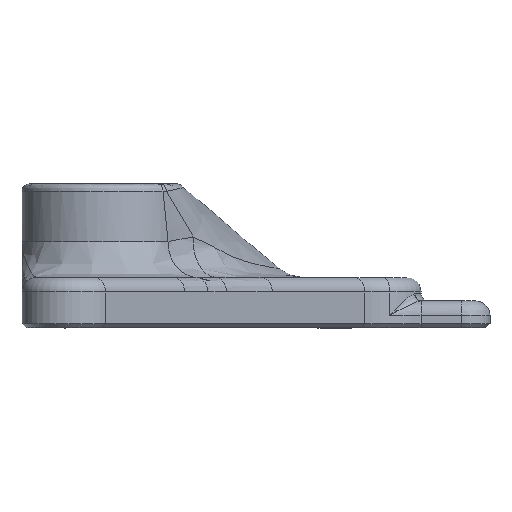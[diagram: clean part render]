
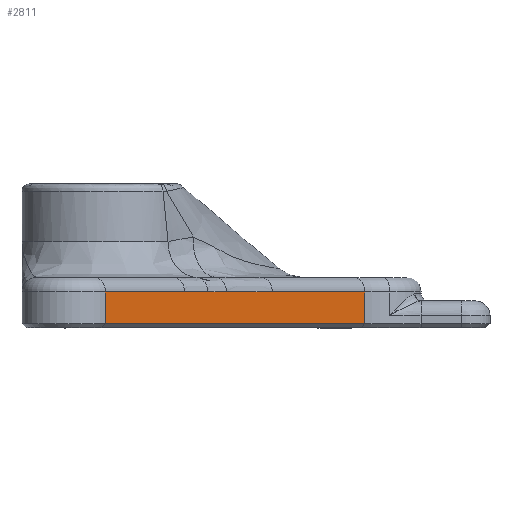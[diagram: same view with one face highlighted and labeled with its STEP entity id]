
A CAD part, left-side view. The second image highlights one B-rep face of the part: STEP entity #2811.
In plain terms, the highlighted planar face has unit normal (-0.623, -0.783, 0).
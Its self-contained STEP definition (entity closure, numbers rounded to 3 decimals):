
#170=LINE('',#5058,#335);
#206=LINE('',#5197,#371);
#207=LINE('',#5201,#372);
#208=LINE('',#5203,#373);
#209=LINE('',#5220,#374);
#335=VECTOR('',#3263,10.);
#371=VECTOR('',#3361,10.);
#372=VECTOR('',#3366,10.);
#373=VECTOR('',#3367,10.);
#374=VECTOR('',#3368,10.);
#476=PLANE('',#3023);
#541=FACE_OUTER_BOUND('',#718,.T.);
#718=EDGE_LOOP('',(#2041,#2042,#2043,#2044,#2045,#2046,#2047,#2048));
#935=B_SPLINE_CURVE_WITH_KNOTS('',3,(#5205,#5206,#5207,#5208,#5209),
 .UNSPECIFIED.,.F.,.F.,(4,1,4),(0.,0.585,1.024),
 .UNSPECIFIED.);
#936=B_SPLINE_CURVE_WITH_KNOTS('',3,(#5211,#5212,#5213,#5214),
 .UNSPECIFIED.,.F.,.F.,(4,4),(0.,0.417),
 .UNSPECIFIED.);
#937=B_SPLINE_CURVE_WITH_KNOTS('',3,(#5216,#5217,#5218,#5219),
 .UNSPECIFIED.,.F.,.F.,(4,4),(0.,0.516),.UNSPECIFIED.);
#1220=VERTEX_POINT('',#5055);
#1221=VERTEX_POINT('',#5057);
#1260=VERTEX_POINT('',#5196);
#1261=VERTEX_POINT('',#5200);
#1262=VERTEX_POINT('',#5202);
#1263=VERTEX_POINT('',#5204);
#1264=VERTEX_POINT('',#5210);
#1265=VERTEX_POINT('',#5215);
#1506=EDGE_CURVE('',#1220,#1221,#170,.T.);
#1562=EDGE_CURVE('',#1221,#1260,#206,.T.);
#1564=EDGE_CURVE('',#1220,#1261,#207,.T.);
#1565=EDGE_CURVE('',#1262,#1261,#208,.T.);
#1566=EDGE_CURVE('',#1263,#1262,#935,.T.);
#1567=EDGE_CURVE('',#1264,#1263,#936,.T.);
#1568=EDGE_CURVE('',#1265,#1264,#937,.T.);
#1569=EDGE_CURVE('',#1260,#1265,#209,.T.);
#2041=ORIENTED_EDGE('',*,*,#1506,.F.);
#2042=ORIENTED_EDGE('',*,*,#1564,.T.);
#2043=ORIENTED_EDGE('',*,*,#1565,.F.);
#2044=ORIENTED_EDGE('',*,*,#1566,.F.);
#2045=ORIENTED_EDGE('',*,*,#1567,.F.);
#2046=ORIENTED_EDGE('',*,*,#1568,.F.);
#2047=ORIENTED_EDGE('',*,*,#1569,.F.);
#2048=ORIENTED_EDGE('',*,*,#1562,.F.);
#2811=ADVANCED_FACE('',(#541),#476,.T.);
#3023=AXIS2_PLACEMENT_3D('',#5199,#3364,#3365);
#3263=DIRECTION('',(-0.783,0.623,0.));
#3361=DIRECTION('',(0.,0.,1.));
#3364=DIRECTION('center_axis',(-0.623,-0.783,0.));
#3365=DIRECTION('ref_axis',(0.783,-0.623,0.));
#3366=DIRECTION('',(0.,0.,1.));
#3367=DIRECTION('',(0.783,-0.623,0.));
#3368=DIRECTION('',(0.783,-0.623,0.));
#5055=CARTESIAN_POINT('',(-9.775,-47.598,0.6));
#5057=CARTESIAN_POINT('',(-55.046,-11.587,0.6));
#5058=CARTESIAN_POINT('',(-33.095,-29.048,0.6));
#5196=CARTESIAN_POINT('',(-55.046,-11.587,5.));
#5197=CARTESIAN_POINT('',(-55.046,-11.587,0.));
#5199=CARTESIAN_POINT('Origin',(-55.046,-11.587,0.));
#5200=CARTESIAN_POINT('',(-9.775,-47.598,5.));
#5201=CARTESIAN_POINT('',(-9.775,-47.598,0.));
#5202=CARTESIAN_POINT('',(-25.908,-34.765,5.));
#5203=CARTESIAN_POINT('',(-33.095,-29.048,5.));
#5204=CARTESIAN_POINT('',(-33.918,-28.393,5.014));
#5205=CARTESIAN_POINT('Ctrl Pts',(-33.918,-28.393,5.014));
#5206=CARTESIAN_POINT('Ctrl Pts',(-32.393,-29.607,5.034));
#5207=CARTESIAN_POINT('Ctrl Pts',(-29.722,-31.731,5.061));
#5208=CARTESIAN_POINT('Ctrl Pts',(-27.052,-33.854,5.));
#5209=CARTESIAN_POINT('Ctrl Pts',(-25.908,-34.765,5.));
#5210=CARTESIAN_POINT('',(-37.18,-25.798,5.007));
#5211=CARTESIAN_POINT('Ctrl Pts',(-37.18,-25.798,5.007));
#5212=CARTESIAN_POINT('Ctrl Pts',(-36.093,-26.663,5.));
#5213=CARTESIAN_POINT('Ctrl Pts',(-35.006,-27.528,4.999));
#5214=CARTESIAN_POINT('Ctrl Pts',(-33.918,-28.393,5.014));
#5215=CARTESIAN_POINT('',(-41.218,-22.587,5.));
#5216=CARTESIAN_POINT('Ctrl Pts',(-41.218,-22.587,5.));
#5217=CARTESIAN_POINT('Ctrl Pts',(-39.872,-23.657,5.));
#5218=CARTESIAN_POINT('Ctrl Pts',(-38.526,-24.728,5.015));
#5219=CARTESIAN_POINT('Ctrl Pts',(-37.18,-25.798,5.007));
#5220=CARTESIAN_POINT('',(-33.095,-29.048,5.));
